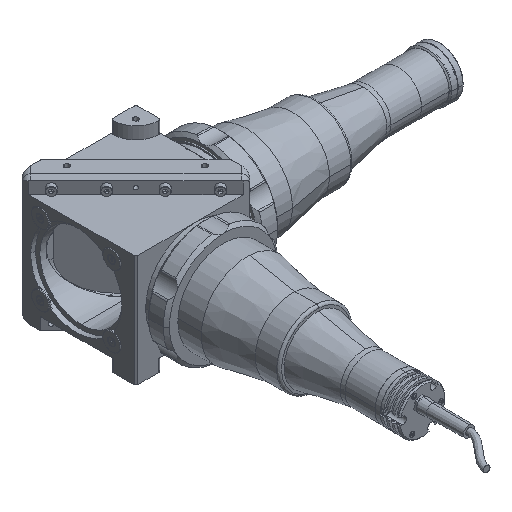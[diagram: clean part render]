
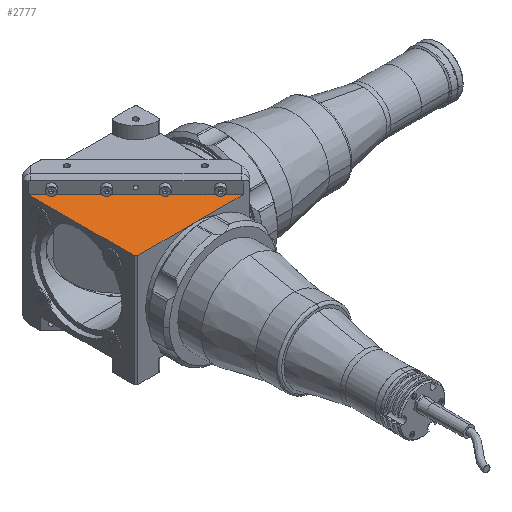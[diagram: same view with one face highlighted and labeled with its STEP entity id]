
A CAD part, isometric view. The second image highlights one B-rep face of the part: STEP entity #2777.
In plain terms, the highlighted planar face has unit normal (0, 0, 1).
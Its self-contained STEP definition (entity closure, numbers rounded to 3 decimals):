
#277 = DIRECTION ( 'NONE',  ( 0., 0., 1. ) ) ;
#400 = ORIENTED_EDGE ( 'NONE', *, *, #1513, .F. ) ;
#597 = VECTOR ( 'NONE', #13142, 1000. ) ;
#827 = VERTEX_POINT ( 'NONE', #23230 ) ;
#1087 = EDGE_CURVE ( 'NONE', #827, #10786, #19896, .T. ) ;
#1513 = EDGE_CURVE ( 'NONE', #21985, #9968, #18447, .T. ) ;
#1598 = CARTESIAN_POINT ( 'NONE',  ( 39.132, -49.032, 41. ) ) ;
#2777 = ADVANCED_FACE ( 'NONE', ( #11298 ), #16967, .T. ) ;
#2801 = VECTOR ( 'NONE', #20240, 1000. ) ;
#5028 = LINE ( 'NONE', #1598, #23325 ) ;
#5923 = ORIENTED_EDGE ( 'NONE', *, *, #21464, .F. ) ;
#7477 = CARTESIAN_POINT ( 'NONE',  ( 49.032, -49.032, 41. ) ) ;
#7678 = CARTESIAN_POINT ( 'NONE',  ( 39.132, -49.032, 41. ) ) ;
#7784 = VERTEX_POINT ( 'NONE', #20674 ) ;
#7866 = ORIENTED_EDGE ( 'NONE', *, *, #11344, .F. ) ;
#8649 = DIRECTION ( 'NONE',  ( 0.707, -0.707, 0. ) ) ;
#9968 = VERTEX_POINT ( 'NONE', #12442 ) ;
#10498 = EDGE_LOOP ( 'NONE', ( #400, #7866, #12243, #20349, #5923 ) ) ;
#10786 = VERTEX_POINT ( 'NONE', #19574 ) ;
#11264 = LINE ( 'NONE', #7477, #2801 ) ;
#11298 = FACE_OUTER_BOUND ( 'NONE', #10498, .T. ) ;
#11344 = EDGE_CURVE ( 'NONE', #10786, #21985, #5028, .T. ) ;
#11558 = VECTOR ( 'NONE', #20249, 1000. ) ;
#12199 = CARTESIAN_POINT ( 'NONE',  ( -49.032, -47.617, 41. ) ) ;
#12243 = ORIENTED_EDGE ( 'NONE', *, *, #1087, .F. ) ;
#12442 = CARTESIAN_POINT ( 'NONE',  ( 0., -49.032, 41. ) ) ;
#13142 = DIRECTION ( 'NONE',  ( -1., 0., 0. ) ) ;
#13976 = LINE ( 'NONE', #12199, #18232 ) ;
#14463 = CARTESIAN_POINT ( 'NONE',  ( -49.032, -49.032, 41. ) ) ;
#15800 = DIRECTION ( 'NONE',  ( 0.707, -0.707, 0. ) ) ;
#16967 = PLANE ( 'NONE',  #18814 ) ;
#17651 = EDGE_CURVE ( 'NONE', #827, #7784, #13976, .T. ) ;
#18232 = VECTOR ( 'NONE', #8649, 1000. ) ;
#18447 = LINE ( 'NONE', #20448, #597 ) ;
#18814 = AXIS2_PLACEMENT_3D ( 'NONE', #20155, #277, #22373 ) ;
#19574 = CARTESIAN_POINT ( 'NONE',  ( -49.032, 39.132, 41. ) ) ;
#19896 = LINE ( 'NONE', #14463, #11558 ) ;
#20155 = CARTESIAN_POINT ( 'NONE',  ( 0., 0., 41. ) ) ;
#20240 = DIRECTION ( 'NONE',  ( -1., 0., 0. ) ) ;
#20249 = DIRECTION ( 'NONE',  ( 0., 1., 0. ) ) ;
#20349 = ORIENTED_EDGE ( 'NONE', *, *, #17651, .T. ) ;
#20448 = CARTESIAN_POINT ( 'NONE',  ( 49.032, -49.032, 41. ) ) ;
#20674 = CARTESIAN_POINT ( 'NONE',  ( -47.617, -49.032, 41. ) ) ;
#21464 = EDGE_CURVE ( 'NONE', #9968, #7784, #11264, .T. ) ;
#21985 = VERTEX_POINT ( 'NONE', #7678 ) ;
#22373 = DIRECTION ( 'NONE',  ( 1., 0., 0. ) ) ;
#23230 = CARTESIAN_POINT ( 'NONE',  ( -49.032, -47.617, 41. ) ) ;
#23325 = VECTOR ( 'NONE', #15800, 1000. ) ;
